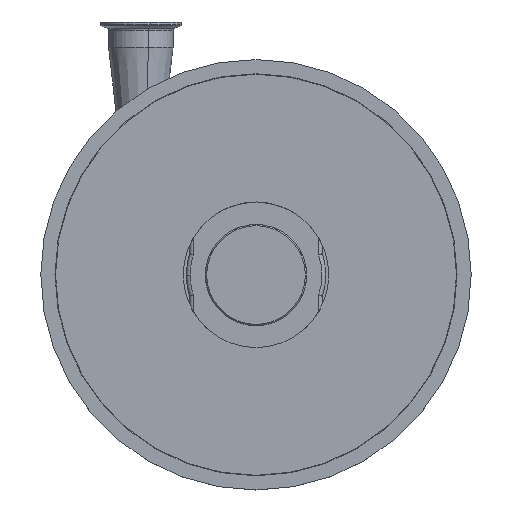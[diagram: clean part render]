
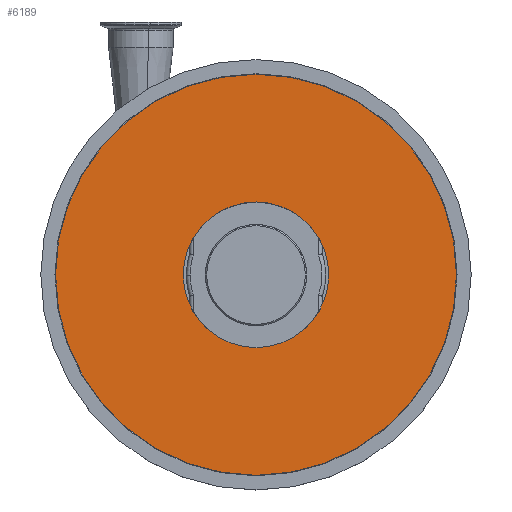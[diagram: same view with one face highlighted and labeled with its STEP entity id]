
A CAD part, top view. The second image highlights one B-rep face of the part: STEP entity #6189.
In plain terms, the highlighted planar face has unit normal (0, 0, 1).
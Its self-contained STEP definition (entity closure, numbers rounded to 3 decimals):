
#890 = AXIS2_PLACEMENT_3D ( 'NONE', #7242, #8307, #6243 ) ;
#1077 = CIRCLE ( 'NONE', #890, 158.4 ) ;
#1155 = DIRECTION ( 'NONE',  ( 0., 0., 1. ) ) ;
#1254 = DIRECTION ( 'NONE',  ( 0., 0., 1. ) ) ;
#1706 = PLANE ( 'NONE',  #3074 ) ;
#1771 = DIRECTION ( 'NONE',  ( 0., 0., 1. ) ) ;
#1885 = EDGE_CURVE ( 'NONE', #8767, #8594, #9551, .T. ) ;
#2377 = EDGE_CURVE ( 'NONE', #8594, #8767, #11146, .T. ) ;
#2650 = FACE_BOUND ( 'NONE', #7318, .T. ) ;
#3074 = AXIS2_PLACEMENT_3D ( 'NONE', #5932, #1771, #12248 ) ;
#3710 = ORIENTED_EDGE ( 'NONE', *, *, #2377, .F. ) ;
#4008 = DIRECTION ( 'NONE',  ( 0., 0., 1. ) ) ;
#4944 = FACE_OUTER_BOUND ( 'NONE', #5726, .T. ) ;
#5075 = DIRECTION ( 'NONE',  ( 1., 0., 0. ) ) ;
#5132 = AXIS2_PLACEMENT_3D ( 'NONE', #7693, #4008, #8516 ) ;
#5239 = EDGE_CURVE ( 'NONE', #8260, #5431, #12266, .T. ) ;
#5431 = VERTEX_POINT ( 'NONE', #7436 ) ;
#5726 = EDGE_LOOP ( 'NONE', ( #7610, #11898 ) ) ;
#5740 = AXIS2_PLACEMENT_3D ( 'NONE', #5830, #1254, #5075 ) ;
#5830 = CARTESIAN_POINT ( 'NONE',  ( 0., 0., -9. ) ) ;
#5932 = CARTESIAN_POINT ( 'NONE',  ( 0., 0., -9. ) ) ;
#6189 = ADVANCED_FACE ( 'NONE', ( #4944, #2650 ), #1706, .T. ) ;
#6243 = DIRECTION ( 'NONE',  ( 1., 0., 0. ) ) ;
#6740 = EDGE_CURVE ( 'NONE', #5431, #8260, #1077, .T. ) ;
#7242 = CARTESIAN_POINT ( 'NONE',  ( 0., 0., -9. ) ) ;
#7318 = EDGE_LOOP ( 'NONE', ( #3710, #11329 ) ) ;
#7436 = CARTESIAN_POINT ( 'NONE',  ( -158.4, 0., -9. ) ) ;
#7610 = ORIENTED_EDGE ( 'NONE', *, *, #5239, .T. ) ;
#7693 = CARTESIAN_POINT ( 'NONE',  ( 0., 0., -9. ) ) ;
#8021 = AXIS2_PLACEMENT_3D ( 'NONE', #10807, #1155, #8776 ) ;
#8260 = VERTEX_POINT ( 'NONE', #10024 ) ;
#8307 = DIRECTION ( 'NONE',  ( 0., 0., 1. ) ) ;
#8516 = DIRECTION ( 'NONE',  ( 1., 0., 0. ) ) ;
#8594 = VERTEX_POINT ( 'NONE', #10979 ) ;
#8767 = VERTEX_POINT ( 'NONE', #10588 ) ;
#8776 = DIRECTION ( 'NONE',  ( 1., 0., 0. ) ) ;
#9551 = CIRCLE ( 'NONE', #5132, 57.5 ) ;
#10024 = CARTESIAN_POINT ( 'NONE',  ( 158.4, 0., -9. ) ) ;
#10588 = CARTESIAN_POINT ( 'NONE',  ( -57.5, 0., -9. ) ) ;
#10807 = CARTESIAN_POINT ( 'NONE',  ( 0., 0., -9. ) ) ;
#10979 = CARTESIAN_POINT ( 'NONE',  ( 57.5, 0., -9. ) ) ;
#11146 = CIRCLE ( 'NONE', #5740, 57.5 ) ;
#11329 = ORIENTED_EDGE ( 'NONE', *, *, #1885, .F. ) ;
#11898 = ORIENTED_EDGE ( 'NONE', *, *, #6740, .T. ) ;
#12248 = DIRECTION ( 'NONE',  ( 1., 0., 0. ) ) ;
#12266 = CIRCLE ( 'NONE', #8021, 158.4 ) ;
